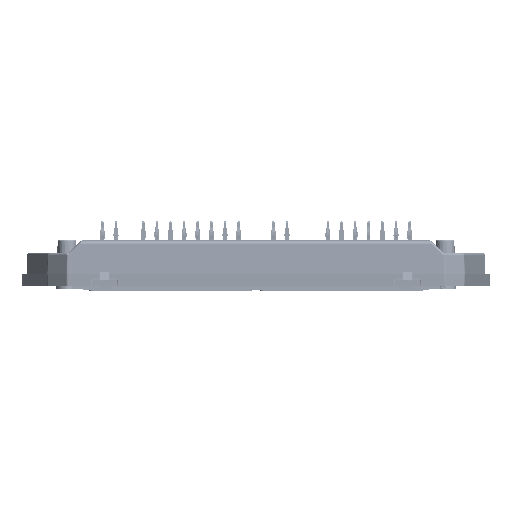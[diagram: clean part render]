
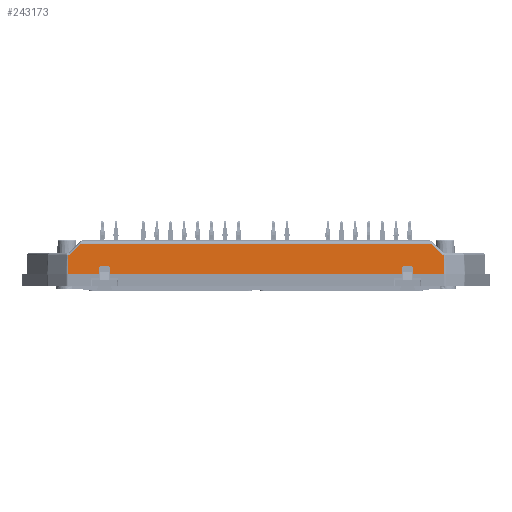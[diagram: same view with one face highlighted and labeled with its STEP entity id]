
A CAD part, front view. The second image highlights one B-rep face of the part: STEP entity #243173.
In plain terms, the highlighted planar face has unit normal (0, -0.999, 0.035).
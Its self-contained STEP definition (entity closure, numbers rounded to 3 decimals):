
#13032=PLANE('',#256497);
#22566=LINE('',#336353,#36683);
#22567=LINE('',#336356,#36684);
#22568=LINE('',#336360,#36685);
#22569=LINE('',#336364,#36686);
#22570=LINE('',#336366,#36687);
#22571=LINE('',#336368,#36688);
#22572=LINE('',#336372,#36689);
#22573=LINE('',#336374,#36690);
#22574=LINE('',#336376,#36691);
#22575=LINE('',#336380,#36692);
#22576=LINE('',#336382,#36693);
#22577=LINE('',#336384,#36694);
#22578=LINE('',#336388,#36695);
#22579=LINE('',#336392,#36696);
#36683=VECTOR('',#280843,1000.);
#36684=VECTOR('',#280844,1000.);
#36685=VECTOR('',#280847,1000.);
#36686=VECTOR('',#280850,1000.);
#36687=VECTOR('',#280851,1000.);
#36688=VECTOR('',#280852,1000.);
#36689=VECTOR('',#280855,1000.);
#36690=VECTOR('',#280856,1000.);
#36691=VECTOR('',#280857,1000.);
#36692=VECTOR('',#280860,1000.);
#36693=VECTOR('',#280861,1000.);
#36694=VECTOR('',#280862,1000.);
#36695=VECTOR('',#280865,1000.);
#36696=VECTOR('',#280868,1000.);
#59340=ORIENTED_EDGE('',*,*,#107957,.F.);
#59341=ORIENTED_EDGE('',*,*,#107958,.T.);
#59342=ORIENTED_EDGE('',*,*,#107959,.T.);
#59343=ORIENTED_EDGE('',*,*,#107960,.T.);
#59344=ORIENTED_EDGE('',*,*,#107961,.T.);
#59345=ORIENTED_EDGE('',*,*,#107962,.T.);
#59346=ORIENTED_EDGE('',*,*,#107963,.T.);
#59347=ORIENTED_EDGE('',*,*,#107964,.F.);
#59348=ORIENTED_EDGE('',*,*,#107965,.F.);
#59349=ORIENTED_EDGE('',*,*,#107966,.T.);
#59350=ORIENTED_EDGE('',*,*,#107967,.F.);
#59351=ORIENTED_EDGE('',*,*,#107968,.F.);
#59352=ORIENTED_EDGE('',*,*,#107969,.T.);
#59353=ORIENTED_EDGE('',*,*,#107970,.T.);
#59354=ORIENTED_EDGE('',*,*,#107971,.F.);
#59355=ORIENTED_EDGE('',*,*,#107972,.F.);
#59356=ORIENTED_EDGE('',*,*,#107973,.F.);
#59357=ORIENTED_EDGE('',*,*,#107974,.F.);
#59358=ORIENTED_EDGE('',*,*,#107975,.F.);
#59359=ORIENTED_EDGE('',*,*,#107976,.F.);
#107957=EDGE_CURVE('',#132106,#132107,#22566,.T.);
#107958=EDGE_CURVE('',#132106,#132108,#22567,.F.);
#107959=EDGE_CURVE('',#132108,#132109,#141611,.F.);
#107960=EDGE_CURVE('',#132109,#132110,#22568,.F.);
#107961=EDGE_CURVE('',#132110,#132111,#141612,.F.);
#107962=EDGE_CURVE('',#132111,#132112,#22569,.F.);
#107963=EDGE_CURVE('',#132112,#132113,#22570,.T.);
#107964=EDGE_CURVE('',#132114,#132113,#22571,.F.);
#107965=EDGE_CURVE('',#132115,#132114,#141613,.T.);
#107966=EDGE_CURVE('',#132115,#132116,#22572,.F.);
#107967=EDGE_CURVE('',#132117,#132116,#22573,.F.);
#107968=EDGE_CURVE('',#132118,#132117,#22574,.F.);
#107969=EDGE_CURVE('',#132118,#132119,#141614,.T.);
#107970=EDGE_CURVE('',#132119,#132120,#22575,.F.);
#107971=EDGE_CURVE('',#132121,#132120,#22576,.T.);
#107972=EDGE_CURVE('',#132122,#132121,#22577,.F.);
#107973=EDGE_CURVE('',#132123,#132122,#141615,.F.);
#107974=EDGE_CURVE('',#132124,#132123,#22578,.F.);
#107975=EDGE_CURVE('',#132125,#132124,#141616,.F.);
#107976=EDGE_CURVE('',#132107,#132125,#22579,.F.);
#132106=VERTEX_POINT('',#336354);
#132107=VERTEX_POINT('',#336355);
#132108=VERTEX_POINT('',#336357);
#132109=VERTEX_POINT('',#336359);
#132110=VERTEX_POINT('',#336361);
#132111=VERTEX_POINT('',#336363);
#132112=VERTEX_POINT('',#336365);
#132113=VERTEX_POINT('',#336367);
#132114=VERTEX_POINT('',#336369);
#132115=VERTEX_POINT('',#336371);
#132116=VERTEX_POINT('',#336373);
#132117=VERTEX_POINT('',#336375);
#132118=VERTEX_POINT('',#336377);
#132119=VERTEX_POINT('',#336379);
#132120=VERTEX_POINT('',#336381);
#132121=VERTEX_POINT('',#336383);
#132122=VERTEX_POINT('',#336385);
#132123=VERTEX_POINT('',#336387);
#132124=VERTEX_POINT('',#336389);
#132125=VERTEX_POINT('',#336391);
#141611=ELLIPSE('',#256498,0.3,0.3);
#141612=ELLIPSE('',#256499,0.3,0.3);
#141613=ELLIPSE('',#256500,1.001,1.);
#141614=ELLIPSE('',#256501,1.001,1.);
#141615=ELLIPSE('',#256502,0.3,0.3);
#141616=ELLIPSE('',#256503,0.3,0.3);
#145234=EDGE_LOOP('',(#59340,#59341,#59342,#59343,#59344,#59345,#59346,
#59347,#59348,#59349,#59350,#59351,#59352,#59353,#59354,#59355,#59356,#59357,
#59358,#59359));
#156428=FACE_BOUND('',#145234,.T.);
#243173=ADVANCED_FACE('',(#156428),#13032,.T.);
#256497=AXIS2_PLACEMENT_3D('',#336352,#280841,#280842);
#256498=AXIS2_PLACEMENT_3D('',#336358,#280845,#280846);
#256499=AXIS2_PLACEMENT_3D('',#336362,#280848,#280849);
#256500=AXIS2_PLACEMENT_3D('',#336370,#280853,#280854);
#256501=AXIS2_PLACEMENT_3D('',#336378,#280858,#280859);
#256502=AXIS2_PLACEMENT_3D('',#336386,#280863,#280864);
#256503=AXIS2_PLACEMENT_3D('',#336390,#280866,#280867);
#280841=DIRECTION('',(0.,-0.999,0.035));
#280842=DIRECTION('',(0.,0.035,0.999));
#280843=DIRECTION('',(-1.,0.,0.));
#280844=DIRECTION('',(0.,-0.035,-0.999));
#280845=DIRECTION('',(0.,-0.999,0.035));
#280846=DIRECTION('',(0.,0.035,0.999));
#280847=DIRECTION('',(-1.,0.,0.));
#280848=DIRECTION('',(0.,-0.999,0.035));
#280849=DIRECTION('',(0.,0.035,0.999));
#280850=DIRECTION('',(0.,0.035,0.999));
#280851=DIRECTION('',(1.,0.,0.));
#280852=DIRECTION('',(-0.014,0.035,0.999));
#280853=DIRECTION('',(0.,-0.999,0.035));
#280854=DIRECTION('',(0.,0.035,0.999));
#280855=DIRECTION('',(0.723,-0.024,-0.691));
#280856=DIRECTION('',(-1.,0.,0.));
#280857=DIRECTION('',(-0.723,-0.024,-0.691));
#280858=DIRECTION('',(0.,0.999,-0.035));
#280859=DIRECTION('',(0.,0.035,0.999));
#280860=DIRECTION('',(0.014,0.035,0.999));
#280861=DIRECTION('',(-1.,0.,0.));
#280862=DIRECTION('',(0.,0.035,0.999));
#280863=DIRECTION('',(0.,0.999,-0.035));
#280864=DIRECTION('',(0.,0.035,0.999));
#280865=DIRECTION('',(1.,0.,0.));
#280866=DIRECTION('',(0.,0.999,-0.035));
#280867=DIRECTION('',(0.,0.035,0.999));
#280868=DIRECTION('',(0.,-0.035,-0.999));
#336352=CARTESIAN_POINT('',(-49.7,-31.,3.515));
#336353=CARTESIAN_POINT('',(-49.7,-31.,3.515));
#336354=CARTESIAN_POINT('',(34.326,-31.,3.515));
#336355=CARTESIAN_POINT('',(-34.326,-31.,3.515));
#336356=CARTESIAN_POINT('',(34.326,-31.,3.515));
#336357=CARTESIAN_POINT('',(34.326,-30.951,4.919));
#336358=CARTESIAN_POINT('',(34.626,-30.951,4.919));
#336359=CARTESIAN_POINT('',(34.626,-30.94,5.219));
#336360=CARTESIAN_POINT('',(49.7,-30.94,5.219));
#336361=CARTESIAN_POINT('',(36.526,-30.94,5.219));
#336362=CARTESIAN_POINT('',(36.526,-30.951,4.919));
#336363=CARTESIAN_POINT('',(36.826,-30.951,4.919));
#336364=CARTESIAN_POINT('',(36.826,-31.,3.515));
#336365=CARTESIAN_POINT('',(36.826,-31.,3.515));
#336366=CARTESIAN_POINT('',(49.7,-31.,3.515));
#336367=CARTESIAN_POINT('',(44.2,-31.,3.515));
#336368=CARTESIAN_POINT('',(44.2,-31.,3.512));
#336369=CARTESIAN_POINT('',(44.141,-30.849,7.841));
#336370=CARTESIAN_POINT('',(44.271,-30.814,8.832));
#336371=CARTESIAN_POINT('',(43.58,-30.84,8.109));
#336372=CARTESIAN_POINT('',(41.603,-30.774,9.998));
#336373=CARTESIAN_POINT('',(41.235,-30.761,10.35));
#336374=CARTESIAN_POINT('',(0.,-30.761,10.35));
#336375=CARTESIAN_POINT('',(-41.235,-30.761,10.35));
#336376=CARTESIAN_POINT('',(-41.603,-30.774,9.998));
#336377=CARTESIAN_POINT('',(-43.58,-30.84,8.109));
#336378=CARTESIAN_POINT('',(-44.271,-30.814,8.832));
#336379=CARTESIAN_POINT('',(-44.141,-30.849,7.841));
#336380=CARTESIAN_POINT('',(-44.2,-31.,3.512));
#336381=CARTESIAN_POINT('',(-44.2,-31.,3.515));
#336382=CARTESIAN_POINT('',(-49.7,-31.,3.515));
#336383=CARTESIAN_POINT('',(-36.826,-31.,3.515));
#336384=CARTESIAN_POINT('',(-36.826,-31.,3.515));
#336385=CARTESIAN_POINT('',(-36.826,-30.951,4.919));
#336386=CARTESIAN_POINT('',(-36.526,-30.951,4.919));
#336387=CARTESIAN_POINT('',(-36.526,-30.94,5.219));
#336388=CARTESIAN_POINT('',(-49.7,-30.94,5.219));
#336389=CARTESIAN_POINT('',(-34.626,-30.94,5.219));
#336390=CARTESIAN_POINT('',(-34.626,-30.951,4.919));
#336391=CARTESIAN_POINT('',(-34.326,-30.951,4.919));
#336392=CARTESIAN_POINT('',(-34.326,-31.,3.515));
